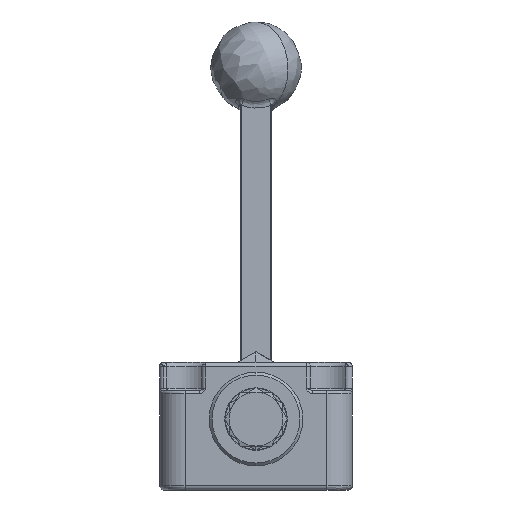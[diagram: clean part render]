
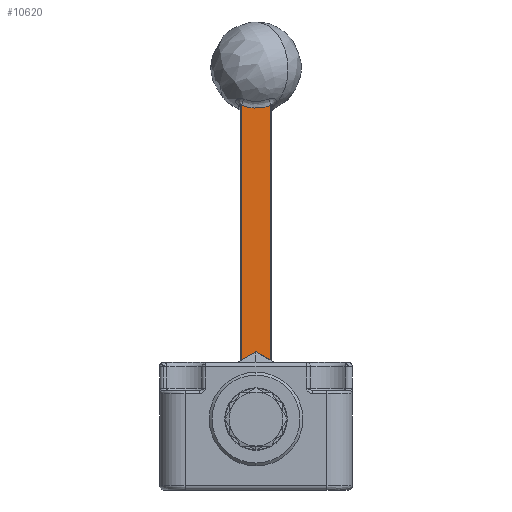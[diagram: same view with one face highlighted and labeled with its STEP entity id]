
A CAD part, left-side view. The second image highlights one B-rep face of the part: STEP entity #10620.
In plain terms, the highlighted planar face has unit normal (-1, 0, 0.023).
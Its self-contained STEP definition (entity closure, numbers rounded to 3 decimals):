
#850 = FACE_OUTER_BOUND ( 'NONE', #2407, .T. ) ;
#1315 = VERTEX_POINT ( 'NONE', #2140 ) ;
#2140 = CARTESIAN_POINT ( 'NONE',  ( -36.067, 282.109, 110.572 ) ) ;
#2407 = EDGE_LOOP ( 'NONE', ( #18612, #15832, #8081, #3861 ) ) ;
#2445 = DIRECTION ( 'NONE',  ( 0., 1., 0. ) ) ;
#2889 = CARTESIAN_POINT ( 'NONE',  ( -36.097, 275.096, 109.281 ) ) ;
#2955 = CARTESIAN_POINT ( 'NONE',  ( -36.097, 278.722, 109.281 ) ) ;
#3412 = PLANE ( 'NONE',  #10809 ) ;
#3861 = ORIENTED_EDGE ( 'NONE', *, *, #12288, .F. ) ;
#3917 =( BOUNDED_CURVE ( )  B_SPLINE_CURVE ( 3, ( #9152, #2955, #2889, #12244 ),
 .UNSPECIFIED., .F., .F. ) 
 B_SPLINE_CURVE_WITH_KNOTS ( ( 4, 4 ),
 ( 0., 1. ),
 .UNSPECIFIED. ) 
 CURVE ( )  GEOMETRIC_REPRESENTATION_ITEM ( )  RATIONAL_B_SPLINE_CURVE ( ( 1., 0.956, 0.956, 1. ) ) 
 REPRESENTATION_ITEM ( '' )  );
#4737 = CARTESIAN_POINT ( 'NONE',  ( -38., 282.109, 26.805 ) ) ;
#6701 = CARTESIAN_POINT ( 'NONE',  ( -36.067, 271.709, 110.572 ) ) ;
#7896 = DIRECTION ( 'NONE',  ( 0.023, 0., 1. ) ) ;
#8081 = ORIENTED_EDGE ( 'NONE', *, *, #17874, .F. ) ;
#8358 = CARTESIAN_POINT ( 'NONE',  ( -38.284, 271.709, 14.533 ) ) ;
#9152 = CARTESIAN_POINT ( 'NONE',  ( -36.067, 282.109, 110.572 ) ) ;
#9282 = LINE ( 'NONE', #8358, #12413 ) ;
#9725 = DIRECTION ( 'NONE',  ( 0.023, 0., 1. ) ) ;
#9809 = CARTESIAN_POINT ( 'NONE',  ( -38.284, 282.109, 14.533 ) ) ;
#9956 = LINE ( 'NONE', #14784, #18624 ) ;
#10620 = ADVANCED_FACE ( 'NONE', ( #850 ), #3412, .T. ) ;
#10796 = EDGE_CURVE ( 'NONE', #12729, #16963, #9956, .T. ) ;
#10809 = AXIS2_PLACEMENT_3D ( 'NONE', #12647, #16019, #18884 ) ;
#12244 = CARTESIAN_POINT ( 'NONE',  ( -36.067, 271.709, 110.572 ) ) ;
#12288 = EDGE_CURVE ( 'NONE', #16963, #1315, #15696, .T. ) ;
#12413 = VECTOR ( 'NONE', #9725, 1000. ) ;
#12647 = CARTESIAN_POINT ( 'NONE',  ( -38.284, 276.909, 14.533 ) ) ;
#12729 = VERTEX_POINT ( 'NONE', #13257 ) ;
#13257 = CARTESIAN_POINT ( 'NONE',  ( -38.284, 271.709, 14.533 ) ) ;
#14545 = VERTEX_POINT ( 'NONE', #6701 ) ;
#14784 = CARTESIAN_POINT ( 'NONE',  ( -38.284, 276.909, 14.533 ) ) ;
#15696 = LINE ( 'NONE', #4737, #19267 ) ;
#15832 = ORIENTED_EDGE ( 'NONE', *, *, #18932, .T. ) ;
#16019 = DIRECTION ( 'NONE',  ( -1., 0., 0.023 ) ) ;
#16963 = VERTEX_POINT ( 'NONE', #9809 ) ;
#17874 = EDGE_CURVE ( 'NONE', #1315, #14545, #3917, .T. ) ;
#18612 = ORIENTED_EDGE ( 'NONE', *, *, #10796, .F. ) ;
#18624 = VECTOR ( 'NONE', #2445, 1000. ) ;
#18884 = DIRECTION ( 'NONE',  ( 0.023, 0., 1. ) ) ;
#18932 = EDGE_CURVE ( 'NONE', #12729, #14545, #9282, .T. ) ;
#19267 = VECTOR ( 'NONE', #7896, 1000. ) ;
